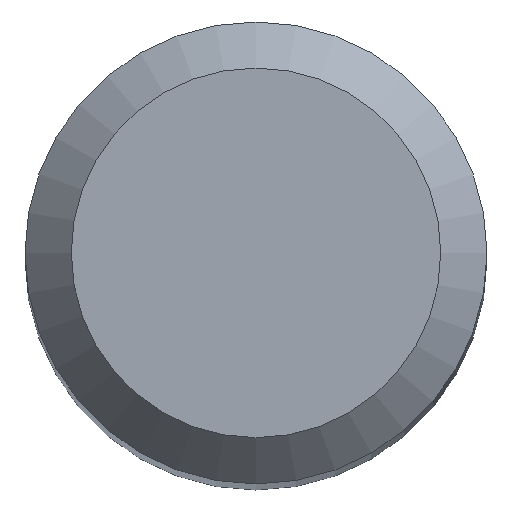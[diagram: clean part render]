
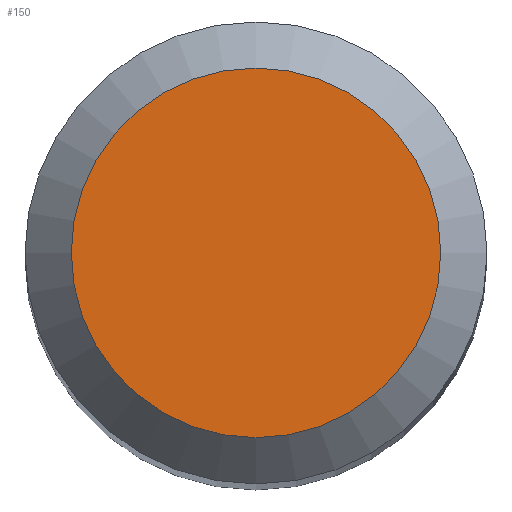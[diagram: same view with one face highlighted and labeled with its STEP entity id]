
A CAD part, top view. The second image highlights one B-rep face of the part: STEP entity #150.
In plain terms, the highlighted planar face has unit normal (0, 0, 1).
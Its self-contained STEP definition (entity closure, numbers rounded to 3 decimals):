
#25 = PLANE ( 'NONE',  #36 ) ;
#36 = AXIS2_PLACEMENT_3D ( 'NONE', #162, #88, #72 ) ;
#40 = DIRECTION ( 'NONE',  ( 0., 1., 0. ) ) ;
#50 = CARTESIAN_POINT ( 'NONE',  ( 0., 2.4, 57. ) ) ;
#72 = DIRECTION ( 'NONE',  ( 0., 1., 0. ) ) ;
#78 = VERTEX_POINT ( 'NONE', #50 ) ;
#88 = DIRECTION ( 'NONE',  ( 0., 0., -1. ) ) ;
#113 = EDGE_LOOP ( 'NONE', ( #116 ) ) ;
#116 = ORIENTED_EDGE ( 'NONE', *, *, #125, .F. ) ;
#121 = DIRECTION ( 'NONE',  ( 0., 0., -1. ) ) ;
#125 = EDGE_CURVE ( 'NONE', #78, #78, #156, .T. ) ;
#145 = FACE_OUTER_BOUND ( 'NONE', #113, .T. ) ;
#150 = ADVANCED_FACE ( 'NONE', ( #145 ), #25, .F. ) ;
#156 = CIRCLE ( 'NONE', #188, 2.4 ) ;
#162 = CARTESIAN_POINT ( 'NONE',  ( 0., 0., 57. ) ) ;
#188 = AXIS2_PLACEMENT_3D ( 'NONE', #201, #121, #40 ) ;
#201 = CARTESIAN_POINT ( 'NONE',  ( 0., 0., 57. ) ) ;
